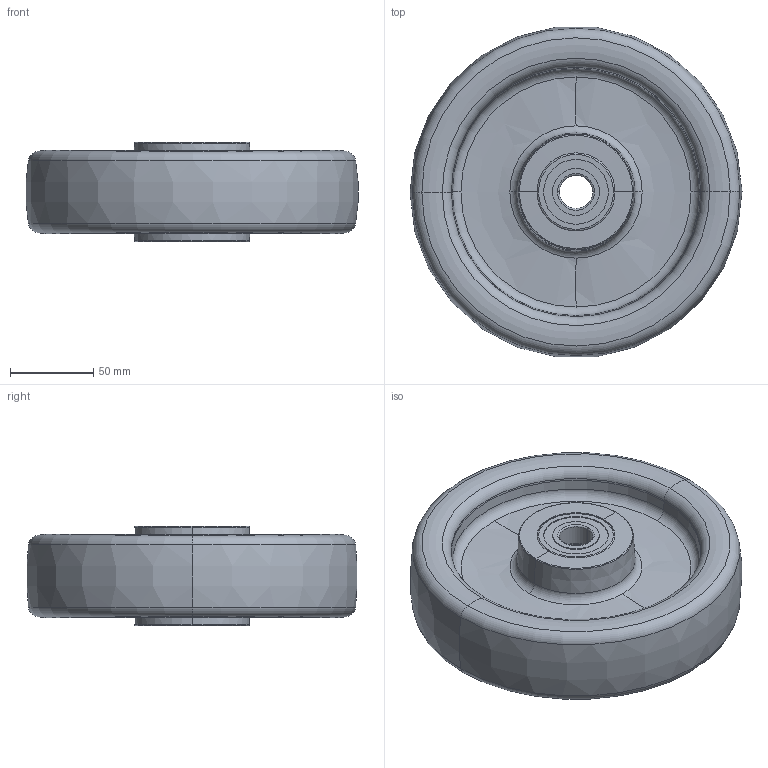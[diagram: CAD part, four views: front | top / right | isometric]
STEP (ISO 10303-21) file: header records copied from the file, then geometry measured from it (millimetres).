
FILE_DESCRIPTION (( 'STEP AP214' ), '1' );
FILE_NAME ('0014306.step', '2020-11-18T13:04:07', ( '' ), ( '' ), 'SwSTEP 2.0', 'SolidWorks 2018', '' );
FILE_SCHEMA (( 'AUTOMOTIVE_DESIGN' ));
Length unit declared in the file: millimetre
Products named in the file (1): 0014306
Bounding box: 199.64 x 198.29 x 60.1 mm (x, y, z)
Volume: 1004683.4 mm3; surface area: 146101.4 mm2
Topology: 12 solids, 16 shells, 208 faces, 454 edges, 274 vertices
Faces by surface type: torus 74, plane 52, cylinder 50, cone 24, bspline 8
Entity records: 6969 total; most frequent: CARTESIAN_POINT 1303, DIRECTION 1142, ORIENTED_EDGE 908, AXIS2_PLACEMENT_3D 511, EDGE_CURVE 454, CIRCLE 310, VERTEX_POINT 274, EDGE_LOOP 228
